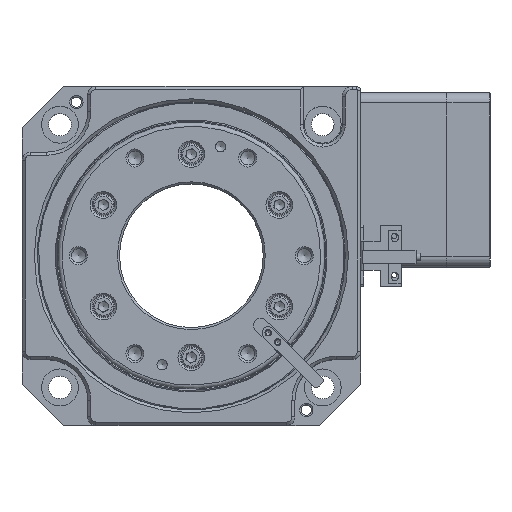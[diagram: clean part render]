
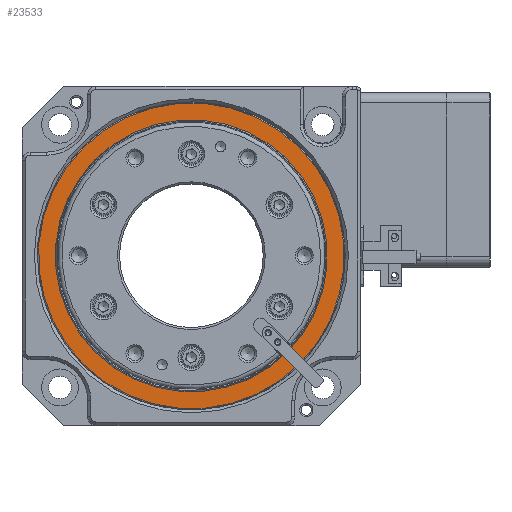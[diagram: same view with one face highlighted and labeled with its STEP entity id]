
A CAD part, top view. The second image highlights one B-rep face of the part: STEP entity #23533.
In plain terms, the highlighted planar face has unit normal (0, 0, 1).
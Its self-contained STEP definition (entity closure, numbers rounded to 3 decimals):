
#1811 = DIRECTION ( 'NONE',  ( 0.084, 0.996, 0. ) ) ;
#1821 = DIRECTION ( 'NONE',  ( 0., 0., -1. ) ) ;
#1861 = CARTESIAN_POINT ( 'NONE',  ( 74.732, -6.335, 114. ) ) ;
#1870 = PLANE ( 'NONE',  #3979 ) ;
#1885 = CARTESIAN_POINT ( 'NONE',  ( 6.293, 74.234, 114. ) ) ;
#1897 = VERTEX_POINT ( 'NONE', #1885 ) ;
#1909 = FACE_BOUND ( 'NONE', #19763, .T. ) ;
#1959 = FACE_OUTER_BOUND ( 'NONE', #33243, .T. ) ;
#2605 = DIRECTION ( 'NONE',  ( 0.084, 0.996, 0. ) ) ;
#2651 = DIRECTION ( 'NONE',  ( 0., 0., 1. ) ) ;
#2658 = CARTESIAN_POINT ( 'NONE',  ( 0., 0., 114. ) ) ;
#3979 = AXIS2_PLACEMENT_3D ( 'NONE', #1861, #1821, #1811 ) ;
#13448 = AXIS2_PLACEMENT_3D ( 'NONE', #38323, #38287, #38274 ) ;
#14209 = CARTESIAN_POINT ( 'NONE',  ( -5.598, -66.03, 114. ) ) ;
#14254 = VERTEX_POINT ( 'NONE', #14209 ) ;
#17017 = ORIENTED_EDGE ( 'NONE', *, *, #38723, .T. ) ;
#17059 = ORIENTED_EDGE ( 'NONE', *, *, #17894, .F. ) ;
#17201 = CIRCLE ( 'NONE', #39793, 74.5 ) ;
#17894 = EDGE_CURVE ( 'NONE', #14254, #14254, #31136, .T. ) ;
#19763 = EDGE_LOOP ( 'NONE', ( #17059 ) ) ;
#23533 = ADVANCED_FACE ( 'NONE', ( #1959, #1909 ), #1870, .F. ) ;
#31136 = CIRCLE ( 'NONE', #13448, 66.267 ) ;
#33243 = EDGE_LOOP ( 'NONE', ( #17017 ) ) ;
#38274 = DIRECTION ( 'NONE',  ( -0.084, -0.996, 0. ) ) ;
#38287 = DIRECTION ( 'NONE',  ( 0., 0., 1. ) ) ;
#38323 = CARTESIAN_POINT ( 'NONE',  ( 0., 0., 114. ) ) ;
#38723 = EDGE_CURVE ( 'NONE', #1897, #1897, #17201, .T. ) ;
#39793 = AXIS2_PLACEMENT_3D ( 'NONE', #2658, #2651, #2605 ) ;
